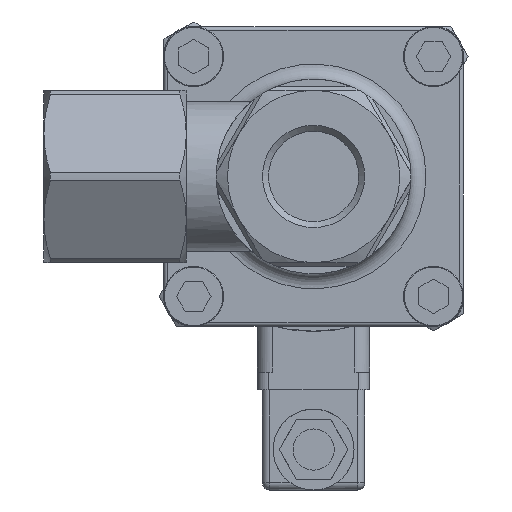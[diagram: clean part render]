
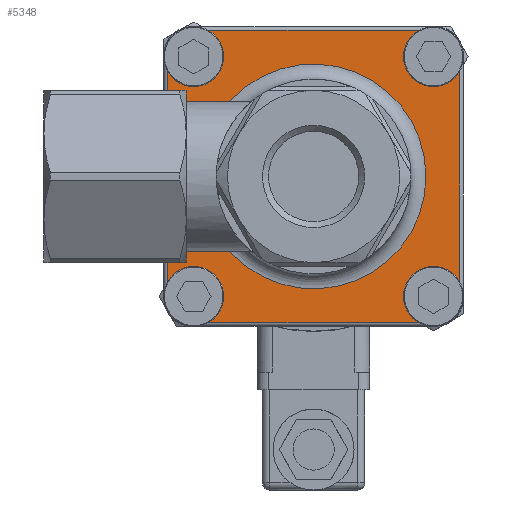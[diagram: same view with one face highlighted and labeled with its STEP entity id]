
A CAD part, front view. The second image highlights one B-rep face of the part: STEP entity #5348.
In plain terms, the highlighted planar face has unit normal (0, -1, 0).
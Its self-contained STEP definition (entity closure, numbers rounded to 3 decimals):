
#95=(
BOUNDED_CURVE()
B_SPLINE_CURVE(2,(#9068,#9069,#9070),.UNSPECIFIED.,.F.,.F.)
B_SPLINE_CURVE_WITH_KNOTS((3,3),(-0.863,-0.688),
 .UNSPECIFIED.)
CURVE()
GEOMETRIC_REPRESENTATION_ITEM()
RATIONAL_B_SPLINE_CURVE((1.269,1.246,1.221))
REPRESENTATION_ITEM('')
);
#522=LINE('',#9052,#872);
#523=LINE('',#9056,#873);
#524=LINE('',#9060,#874);
#525=LINE('',#9064,#875);
#526=LINE('',#9066,#876);
#527=LINE('',#9072,#877);
#528=LINE('',#9074,#878);
#529=LINE('',#9078,#879);
#530=LINE('',#9080,#880);
#531=LINE('',#9082,#881);
#532=LINE('',#9089,#882);
#533=LINE('',#9090,#883);
#872=VECTOR('',#6738,57.118);
#873=VECTOR('',#6741,57.118);
#874=VECTOR('',#6744,57.118);
#875=VECTOR('',#6747,9.752);
#876=VECTOR('',#6748,4.135);
#877=VECTOR('',#6749,4.418);
#878=VECTOR('',#6750,6.678);
#879=VECTOR('',#6753,6.678);
#880=VECTOR('',#6754,5.047);
#881=VECTOR('',#6755,0.267);
#882=VECTOR('',#6756,4.135);
#883=VECTOR('',#6757,9.752);
#1129=B_SPLINE_CURVE_WITH_KNOTS('',3,(#9084,#9085,#9086,#9087),
 .UNSPECIFIED.,.F.,.F.,(4,4),(0.043,0.045),
 .UNSPECIFIED.);
#1243=FACE_OUTER_BOUND('',#1618,.T.);
#1618=EDGE_LOOP('',(#3956,#3957,#3958,#3959,#3960,#3961,#3962,#3963,#3964,
#3965,#3966,#3967,#3968,#3969,#3970,#3971,#3972,#3973,#3974));
#2043=CIRCLE('',#5788,7.8);
#2044=CIRCLE('',#5789,7.8);
#2045=CIRCLE('',#5790,7.8);
#2046=CIRCLE('',#5791,7.8);
#2047=CIRCLE('',#5792,30.);
#2384=VERTEX_POINT('',#9048);
#2385=VERTEX_POINT('',#9049);
#2386=VERTEX_POINT('',#9051);
#2387=VERTEX_POINT('',#9053);
#2388=VERTEX_POINT('',#9055);
#2389=VERTEX_POINT('',#9057);
#2390=VERTEX_POINT('',#9059);
#2391=VERTEX_POINT('',#9061);
#2392=VERTEX_POINT('',#9063);
#2393=VERTEX_POINT('',#9065);
#2394=VERTEX_POINT('',#9067);
#2395=VERTEX_POINT('',#9071);
#2396=VERTEX_POINT('',#9073);
#2397=VERTEX_POINT('',#9075);
#2398=VERTEX_POINT('',#9077);
#2399=VERTEX_POINT('',#9079);
#2400=VERTEX_POINT('',#9081);
#2401=VERTEX_POINT('',#9083);
#2402=VERTEX_POINT('',#9088);
#2978=EDGE_CURVE('',#2384,#2385,#2043,.T.);
#2979=EDGE_CURVE('',#2385,#2386,#522,.T.);
#2980=EDGE_CURVE('',#2386,#2387,#2044,.T.);
#2981=EDGE_CURVE('',#2387,#2388,#523,.T.);
#2982=EDGE_CURVE('',#2388,#2389,#2045,.T.);
#2983=EDGE_CURVE('',#2389,#2390,#524,.T.);
#2984=EDGE_CURVE('',#2390,#2391,#2046,.T.);
#2985=EDGE_CURVE('',#2391,#2392,#525,.T.);
#2986=EDGE_CURVE('',#2393,#2392,#526,.T.);
#2987=EDGE_CURVE('',#2394,#2393,#95,.T.);
#2988=EDGE_CURVE('',#2394,#2395,#527,.T.);
#2989=EDGE_CURVE('',#2395,#2396,#528,.T.);
#2990=EDGE_CURVE('',#2396,#2397,#2047,.T.);
#2991=EDGE_CURVE('',#2397,#2398,#529,.T.);
#2992=EDGE_CURVE('',#2398,#2399,#530,.T.);
#2993=EDGE_CURVE('',#2400,#2399,#531,.T.);
#2994=EDGE_CURVE('',#2401,#2400,#1129,.T.);
#2995=EDGE_CURVE('',#2402,#2401,#532,.T.);
#2996=EDGE_CURVE('',#2402,#2384,#533,.T.);
#3956=ORIENTED_EDGE('',*,*,#2978,.T.);
#3957=ORIENTED_EDGE('',*,*,#2979,.T.);
#3958=ORIENTED_EDGE('',*,*,#2980,.T.);
#3959=ORIENTED_EDGE('',*,*,#2981,.T.);
#3960=ORIENTED_EDGE('',*,*,#2982,.T.);
#3961=ORIENTED_EDGE('',*,*,#2983,.T.);
#3962=ORIENTED_EDGE('',*,*,#2984,.T.);
#3963=ORIENTED_EDGE('',*,*,#2985,.T.);
#3964=ORIENTED_EDGE('',*,*,#2986,.F.);
#3965=ORIENTED_EDGE('',*,*,#2987,.F.);
#3966=ORIENTED_EDGE('',*,*,#2988,.T.);
#3967=ORIENTED_EDGE('',*,*,#2989,.T.);
#3968=ORIENTED_EDGE('',*,*,#2990,.T.);
#3969=ORIENTED_EDGE('',*,*,#2991,.T.);
#3970=ORIENTED_EDGE('',*,*,#2992,.T.);
#3971=ORIENTED_EDGE('',*,*,#2993,.F.);
#3972=ORIENTED_EDGE('',*,*,#2994,.F.);
#3973=ORIENTED_EDGE('',*,*,#2995,.F.);
#3974=ORIENTED_EDGE('',*,*,#2996,.T.);
#5108=PLANE('',#5787);
#5348=ADVANCED_FACE('',(#1243),#5108,.T.);
#5787=AXIS2_PLACEMENT_3D('',#9047,#6734,#6735);
#5788=AXIS2_PLACEMENT_3D('',#9050,#6736,#6737);
#5789=AXIS2_PLACEMENT_3D('',#9054,#6739,#6740);
#5790=AXIS2_PLACEMENT_3D('',#9058,#6742,#6743);
#5791=AXIS2_PLACEMENT_3D('',#9062,#6745,#6746);
#5792=AXIS2_PLACEMENT_3D('',#9076,#6751,#6752);
#6734=DIRECTION('center_axis',(0.,-1.,0.));
#6735=DIRECTION('ref_axis',(0.,0.,1.));
#6736=DIRECTION('center_axis',(0.,1.,0.));
#6737=DIRECTION('ref_axis',(0.,0.,
-1.));
#6738=DIRECTION('',(1.,0.,0.));
#6739=DIRECTION('center_axis',(0.,1.,0.));
#6740=DIRECTION('ref_axis',(1.,0.,0.));
#6741=DIRECTION('',(0.,0.,1.));
#6742=DIRECTION('center_axis',(0.,1.,0.));
#6743=DIRECTION('ref_axis',(0.,0.,
1.));
#6744=DIRECTION('',(-1.,0.,0.));
#6745=DIRECTION('center_axis',(0.,1.,0.));
#6746=DIRECTION('ref_axis',(-1.,0.,0.));
#6747=DIRECTION('',(0.,0.,-1.));
#6748=DIRECTION('',(-1.,0.,0.));
#6749=DIRECTION('',(0.,0.,-1.));
#6750=DIRECTION('',(1.,0.,0.));
#6751=DIRECTION('center_axis',(0.,1.,0.));
#6752=DIRECTION('ref_axis',(0.,0.,1.));
#6753=DIRECTION('',(-1.,0.,0.));
#6754=DIRECTION('',(0.,0.,-1.));
#6755=DIRECTION('',(1.,0.,0.));
#6756=DIRECTION('',(1.,0.,0.));
#6757=DIRECTION('',(0.,0.,-1.));
#9047=CARTESIAN_POINT('Origin',(40.,-107.,40.));
#9048=CARTESIAN_POINT('',(-39.,-107.,-28.559));
#9049=CARTESIAN_POINT('',(-28.559,-107.,-39.));
#9050=CARTESIAN_POINT('Origin',(-32.,-107.,-32.));
#9051=CARTESIAN_POINT('',(28.559,-107.,-39.));
#9052=CARTESIAN_POINT('',(32.5,-107.,-39.));
#9053=CARTESIAN_POINT('',(39.,-107.,-28.559));
#9054=CARTESIAN_POINT('Origin',(32.,-107.,-32.));
#9055=CARTESIAN_POINT('',(39.,-107.,28.559));
#9056=CARTESIAN_POINT('',(39.,-107.,32.5));
#9057=CARTESIAN_POINT('',(28.559,-107.,39.));
#9058=CARTESIAN_POINT('Origin',(32.,-107.,32.));
#9059=CARTESIAN_POINT('',(-28.559,-107.,39.));
#9060=CARTESIAN_POINT('',(-32.5,-107.,39.));
#9061=CARTESIAN_POINT('',(-39.,-107.,28.559));
#9062=CARTESIAN_POINT('Origin',(-32.,-107.,32.));
#9063=CARTESIAN_POINT('',(-39.,-107.,18.807));
#9064=CARTESIAN_POINT('',(-39.,-107.,-32.5));
#9065=CARTESIAN_POINT('',(-34.865,-107.,18.807));
#9066=CARTESIAN_POINT('',(40.,-107.,18.807));
#9067=CARTESIAN_POINT('',(-34.,-107.,16.808));
#9068=CARTESIAN_POINT('Ctrl Pts',(-34.,-107.,16.808));
#9069=CARTESIAN_POINT('Ctrl Pts',(-34.408,-107.,17.776));
#9070=CARTESIAN_POINT('Ctrl Pts',(-34.865,-107.,18.807));
#9071=CARTESIAN_POINT('',(-34.,-107.,12.39));
#9072=CARTESIAN_POINT('',(-34.,-107.,40.));
#9073=CARTESIAN_POINT('',(-27.322,-107.,12.39));
#9074=CARTESIAN_POINT('',(-72.,-107.,12.39));
#9075=CARTESIAN_POINT('',(-27.322,-107.,-12.39));
#9076=CARTESIAN_POINT('Origin',(0.,-107.,0.));
#9077=CARTESIAN_POINT('',(-34.,-107.,-12.39));
#9078=CARTESIAN_POINT('',(-72.,-107.,-12.39));
#9079=CARTESIAN_POINT('',(-34.,-107.,-17.437));
#9080=CARTESIAN_POINT('',(-34.,-107.,40.));
#9081=CARTESIAN_POINT('',(-34.267,-107.,-17.437));
#9082=CARTESIAN_POINT('',(-36.5,-107.,-17.437));
#9083=CARTESIAN_POINT('',(-34.865,-107.,-18.807));
#9084=CARTESIAN_POINT('Ctrl Pts',(-34.865,-107.,-18.807));
#9085=CARTESIAN_POINT('Ctrl Pts',(-34.663,-107.,-18.351));
#9086=CARTESIAN_POINT('Ctrl Pts',(-34.464,-107.,-17.895));
#9087=CARTESIAN_POINT('Ctrl Pts',(-34.267,-107.,-17.437));
#9088=CARTESIAN_POINT('',(-39.,-107.,-18.807));
#9089=CARTESIAN_POINT('',(40.,-107.,-18.807));
#9090=CARTESIAN_POINT('',(-39.,-107.,-32.5));
